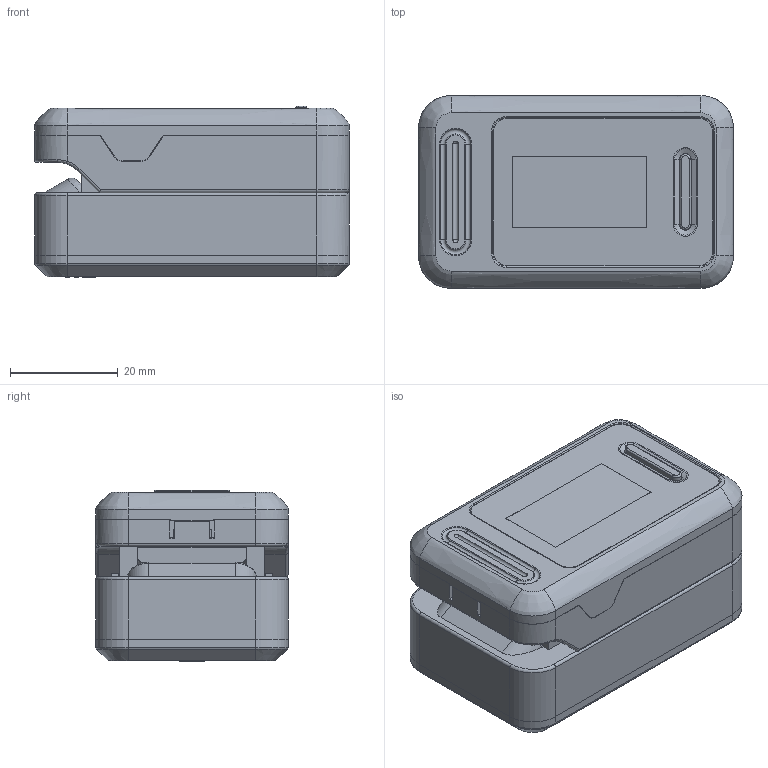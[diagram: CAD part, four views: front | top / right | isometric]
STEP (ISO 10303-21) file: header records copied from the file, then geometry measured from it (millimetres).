
FILE_DESCRIPTION(/* description */ (''),/* implementation_level */ '2;1');
FILE_NAME(/* name */ '2021-09-13.stp',/* time_stamp */ '2021-09-13T18:30:06+08:00',/* author */ (''),/* organization */ (''),/* preprocessor_version */ 'ST-DEVELOPER v11',/* originating_system */ 'SIEMENS PLM Software NX 7.5',/* authorisation */ '');
FILE_SCHEMA (('AUTOMOTIVE_DESIGN { 1 0 10303 214 1 1 1 1 }'));
Length unit declared in the file: millimetre
Products named in the file (1): AdmiD39Fdble
Bounding box: 58.3 x 35.7 x 31.75 mm (x, y, z)
Volume: 23295.7 mm3; surface area: 41915.6 mm2
Topology: 11 solids, 11 shells, 1456 faces, 4068 edges, 2651 vertices
Faces by surface type: plane 1002, cylinder 332, torus 56, bspline 34, cone 24, sphere 6, extrusion 2
Full cylindrical faces by diameter (mm): 1 x5, 1.2 x2, 1.25 x2, 1.3 x7, 1.45 x2, 1.5 x1, 1.8 x1, 2.1 x2, 3.3 x1, 4 x1, 5.5 x4, 5.6 x2, 12.5 x1
Entity records: 49661 total; most frequent: CARTESIAN_POINT 12350, ORIENTED_EDGE 7996, DIRECTION 7372, EDGE_CURVE 3998, VECTOR 2990, LINE 2988, VERTEX_POINT 2629, AXIS2_PLACEMENT_3D 2191
